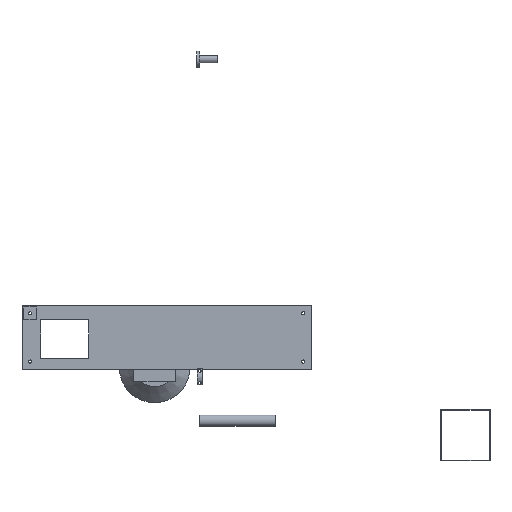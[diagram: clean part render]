
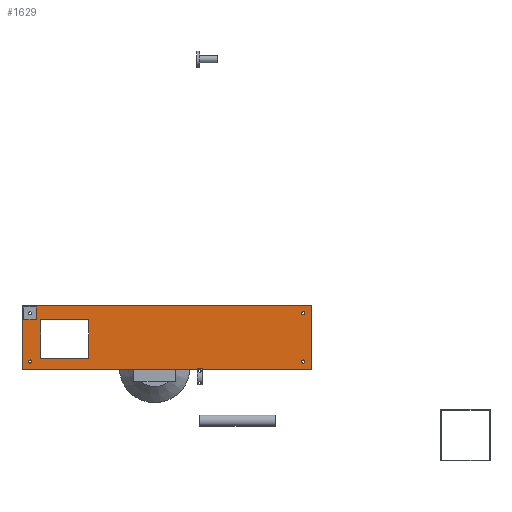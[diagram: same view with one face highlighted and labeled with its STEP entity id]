
A CAD part, front view. The second image highlights one B-rep face of the part: STEP entity #1629.
In plain terms, the highlighted planar face has unit normal (0, -1, 0).
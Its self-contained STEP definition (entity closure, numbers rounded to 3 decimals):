
#109=FACE_BOUND('',#361,.T.);
#110=FACE_BOUND('',#362,.T.);
#111=FACE_BOUND('',#363,.T.);
#112=FACE_BOUND('',#364,.T.);
#113=FACE_BOUND('',#365,.T.);
#163=PLANE('',#1838);
#249=FACE_OUTER_BOUND('',#360,.T.);
#360=EDGE_LOOP('',(#1324,#1325,#1326,#1327));
#361=EDGE_LOOP('',(#1328));
#362=EDGE_LOOP('',(#1329));
#363=EDGE_LOOP('',(#1330));
#364=EDGE_LOOP('',(#1331));
#365=EDGE_LOOP('',(#1332,#1333,#1334,#1335));
#497=LINE('',#2590,#654);
#499=LINE('',#2595,#656);
#503=LINE('',#2603,#660);
#506=LINE('',#2609,#663);
#509=LINE('',#2614,#666);
#513=LINE('',#2623,#670);
#516=LINE('',#2627,#673);
#518=LINE('',#2630,#675);
#654=VECTOR('',#2115,10.);
#656=VECTOR('',#2119,10.);
#660=VECTOR('',#2125,10.);
#663=VECTOR('',#2130,10.);
#666=VECTOR('',#2135,10.);
#670=VECTOR('',#2141,10.);
#673=VECTOR('',#2146,10.);
#675=VECTOR('',#2150,10.);
#763=CIRCLE('',#1819,5.);
#765=CIRCLE('',#1822,5.);
#767=CIRCLE('',#1825,5.);
#769=CIRCLE('',#1828,5.);
#839=VERTEX_POINT('',#2560);
#841=VERTEX_POINT('',#2566);
#843=VERTEX_POINT('',#2572);
#845=VERTEX_POINT('',#2578);
#849=VERTEX_POINT('',#2587);
#850=VERTEX_POINT('',#2589);
#851=VERTEX_POINT('',#2593);
#852=VERTEX_POINT('',#2594);
#855=VERTEX_POINT('',#2602);
#857=VERTEX_POINT('',#2608);
#861=VERTEX_POINT('',#2620);
#862=VERTEX_POINT('',#2622);
#1001=EDGE_CURVE('',#839,#839,#763,.T.);
#1004=EDGE_CURVE('',#841,#841,#765,.T.);
#1007=EDGE_CURVE('',#843,#843,#767,.T.);
#1010=EDGE_CURVE('',#845,#845,#769,.T.);
#1015=EDGE_CURVE('',#849,#850,#497,.T.);
#1017=EDGE_CURVE('',#851,#852,#499,.T.);
#1021=EDGE_CURVE('',#852,#855,#503,.T.);
#1024=EDGE_CURVE('',#855,#857,#506,.T.);
#1027=EDGE_CURVE('',#857,#851,#509,.T.);
#1031=EDGE_CURVE('',#862,#861,#513,.T.);
#1034=EDGE_CURVE('',#862,#849,#516,.T.);
#1036=EDGE_CURVE('',#861,#850,#518,.T.);
#1324=ORIENTED_EDGE('',*,*,#1036,.T.);
#1325=ORIENTED_EDGE('',*,*,#1015,.F.);
#1326=ORIENTED_EDGE('',*,*,#1034,.F.);
#1327=ORIENTED_EDGE('',*,*,#1031,.T.);
#1328=ORIENTED_EDGE('',*,*,#1001,.T.);
#1329=ORIENTED_EDGE('',*,*,#1004,.T.);
#1330=ORIENTED_EDGE('',*,*,#1007,.T.);
#1331=ORIENTED_EDGE('',*,*,#1010,.T.);
#1332=ORIENTED_EDGE('',*,*,#1024,.T.);
#1333=ORIENTED_EDGE('',*,*,#1027,.T.);
#1334=ORIENTED_EDGE('',*,*,#1017,.T.);
#1335=ORIENTED_EDGE('',*,*,#1021,.T.);
#1629=ADVANCED_FACE('',(#249,#109,#110,#111,#112,#113),#163,.T.);
#1819=AXIS2_PLACEMENT_3D('',#2561,#2085,#2086);
#1822=AXIS2_PLACEMENT_3D('',#2567,#2092,#2093);
#1825=AXIS2_PLACEMENT_3D('',#2573,#2099,#2100);
#1828=AXIS2_PLACEMENT_3D('',#2579,#2106,#2107);
#1838=AXIS2_PLACEMENT_3D('',#2631,#2151,#2152);
#2085=DIRECTION('center_axis',(0.,1.,0.));
#2086=DIRECTION('ref_axis',(1.,0.,0.));
#2092=DIRECTION('center_axis',(0.,1.,0.));
#2093=DIRECTION('ref_axis',(1.,0.,0.));
#2099=DIRECTION('center_axis',(0.,1.,0.));
#2100=DIRECTION('ref_axis',(1.,0.,0.));
#2106=DIRECTION('center_axis',(0.,1.,0.));
#2107=DIRECTION('ref_axis',(1.,0.,0.));
#2115=DIRECTION('',(0.,0.,-1.));
#2119=DIRECTION('',(1.,0.,0.));
#2125=DIRECTION('',(0.,0.,-1.));
#2130=DIRECTION('',(-1.,0.,0.));
#2135=DIRECTION('',(0.,0.,1.));
#2141=DIRECTION('',(0.,0.,-1.));
#2146=DIRECTION('',(1.,0.,0.));
#2150=DIRECTION('',(1.,0.,0.));
#2151=DIRECTION('center_axis',(0.,-1.,0.));
#2152=DIRECTION('ref_axis',(0.,0.,-1.));
#2560=CARTESIAN_POINT('',(309.,525.,209.));
#2561=CARTESIAN_POINT('Origin',(314.,525.,209.));
#2566=CARTESIAN_POINT('',(-541.,525.,209.));
#2567=CARTESIAN_POINT('Origin',(-536.,525.,209.));
#2572=CARTESIAN_POINT('',(-541.,525.,59.));
#2573=CARTESIAN_POINT('Origin',(-536.,525.,59.));
#2578=CARTESIAN_POINT('',(309.,525.,59.));
#2579=CARTESIAN_POINT('Origin',(314.,525.,59.));
#2587=CARTESIAN_POINT('',(339.,525.,234.));
#2589=CARTESIAN_POINT('',(339.,525.,34.));
#2590=CARTESIAN_POINT('',(339.,525.,34.));
#2593=CARTESIAN_POINT('',(-503.,525.,189.));
#2594=CARTESIAN_POINT('',(-353.,525.,189.));
#2595=CARTESIAN_POINT('',(-237.,525.,189.));
#2602=CARTESIAN_POINT('',(-353.,525.,69.));
#2603=CARTESIAN_POINT('',(-353.,525.,101.5));
#2608=CARTESIAN_POINT('',(-503.,525.,69.));
#2609=CARTESIAN_POINT('',(-312.,525.,69.));
#2614=CARTESIAN_POINT('',(-503.,525.,161.5));
#2620=CARTESIAN_POINT('',(-561.,525.,34.));
#2622=CARTESIAN_POINT('',(-561.,525.,234.));
#2623=CARTESIAN_POINT('',(-561.,525.,234.));
#2627=CARTESIAN_POINT('',(319.,525.,234.));
#2630=CARTESIAN_POINT('',(-561.,525.,34.));
#2631=CARTESIAN_POINT('Origin',(-121.,525.,134.));
